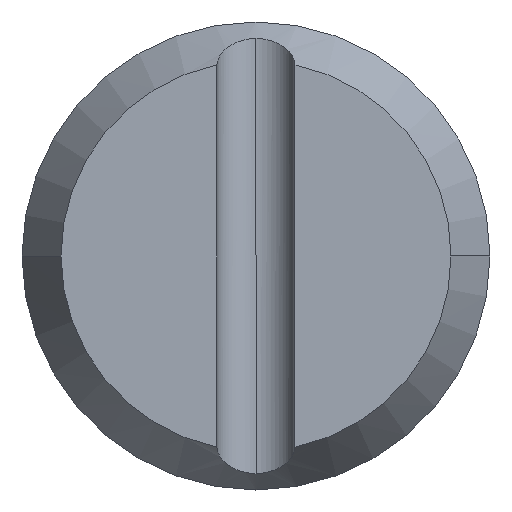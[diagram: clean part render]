
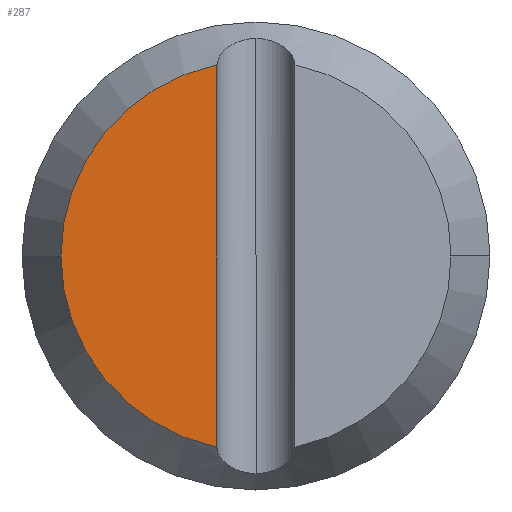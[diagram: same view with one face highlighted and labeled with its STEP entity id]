
A CAD part, front view. The second image highlights one B-rep face of the part: STEP entity #287.
In plain terms, the highlighted planar face has unit normal (0, -1, 0).
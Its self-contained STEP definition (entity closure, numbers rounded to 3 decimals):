
#3 = ORIENTED_EDGE ( 'NONE', *, *, #597, .T. ) ;
#5 = VERTEX_POINT ( 'NONE', #150 ) ;
#12 = DIRECTION ( 'NONE',  ( 0., -1., 0. ) ) ;
#16 = CARTESIAN_POINT ( 'NONE',  ( 0., 0., 0. ) ) ;
#20 = CIRCLE ( 'NONE', #378, 5. ) ;
#63 = VERTEX_POINT ( 'NONE', #230 ) ;
#77 = CIRCLE ( 'NONE', #442, 5. ) ;
#105 = DIRECTION ( 'NONE',  ( 0., 0., -1. ) ) ;
#150 = CARTESIAN_POINT ( 'NONE',  ( -1., 0., 4.899 ) ) ;
#156 = EDGE_LOOP ( 'NONE', ( #3, #661, #591 ) ) ;
#179 = AXIS2_PLACEMENT_3D ( 'NONE', #16, #255, #105 ) ;
#216 = DIRECTION ( 'NONE',  ( 1., 0., 0. ) ) ;
#225 = DIRECTION ( 'NONE',  ( 0., 0., 1. ) ) ;
#230 = CARTESIAN_POINT ( 'NONE',  ( -5., 0., 0. ) ) ;
#255 = DIRECTION ( 'NONE',  ( 0., 1., 0. ) ) ;
#264 = VECTOR ( 'NONE', #225, 1000. ) ;
#266 = CARTESIAN_POINT ( 'NONE',  ( 0., 0., 0. ) ) ;
#273 = PLANE ( 'NONE',  #179 ) ;
#286 = LINE ( 'NONE', #492, #264 ) ;
#287 = ADVANCED_FACE ( 'NONE', ( #460 ), #273, .F. ) ;
#290 = VERTEX_POINT ( 'NONE', #465 ) ;
#310 = DIRECTION ( 'NONE',  ( 0., -1., 0. ) ) ;
#374 = CARTESIAN_POINT ( 'NONE',  ( 0., 0., 0. ) ) ;
#378 = AXIS2_PLACEMENT_3D ( 'NONE', #266, #310, #466 ) ;
#425 = EDGE_CURVE ( 'NONE', #290, #5, #286, .T. ) ;
#442 = AXIS2_PLACEMENT_3D ( 'NONE', #374, #12, #216 ) ;
#460 = FACE_OUTER_BOUND ( 'NONE', #156, .T. ) ;
#465 = CARTESIAN_POINT ( 'NONE',  ( -1., 0., -4.899 ) ) ;
#466 = DIRECTION ( 'NONE',  ( 1., 0., 0. ) ) ;
#492 = CARTESIAN_POINT ( 'NONE',  ( -1., 0., -6. ) ) ;
#591 = ORIENTED_EDGE ( 'NONE', *, *, #425, .T. ) ;
#597 = EDGE_CURVE ( 'NONE', #5, #63, #77, .T. ) ;
#638 = EDGE_CURVE ( 'NONE', #63, #290, #20, .T. ) ;
#661 = ORIENTED_EDGE ( 'NONE', *, *, #638, .T. ) ;
